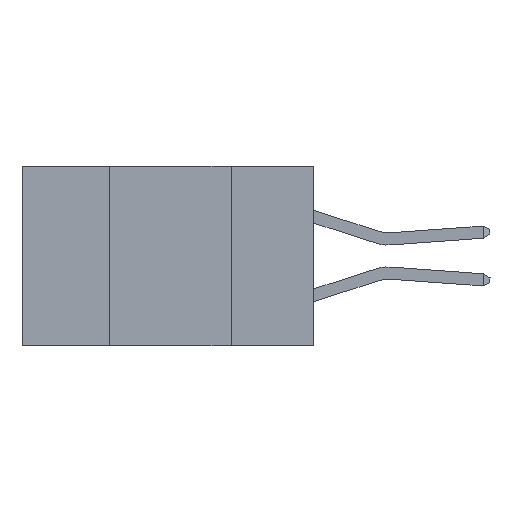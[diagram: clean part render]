
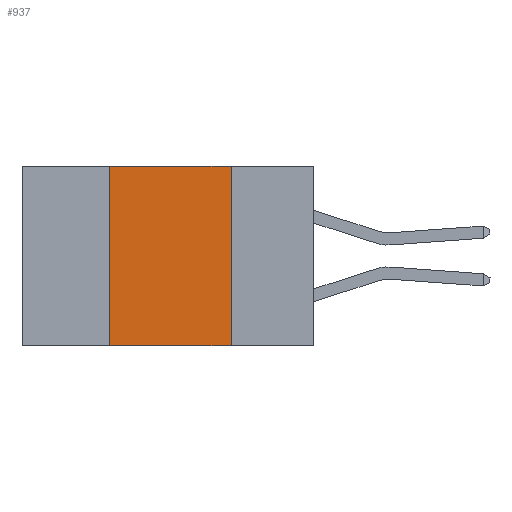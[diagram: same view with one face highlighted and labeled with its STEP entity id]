
A CAD part, left-side view. The second image highlights one B-rep face of the part: STEP entity #937.
In plain terms, the highlighted planar face has unit normal (-1, 0, 0).
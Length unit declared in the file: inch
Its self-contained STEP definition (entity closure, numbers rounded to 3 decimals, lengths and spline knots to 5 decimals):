
#5 = VECTOR ( 'NONE', #12410, 39.37008 ) ;
#266 = EDGE_CURVE ( 'NONE', #4039, #8112, #2874, .T. ) ;
#269 = VERTEX_POINT ( 'NONE', #15627 ) ;
#695 = DIRECTION ( 'NONE',  ( 0., 0., -1. ) ) ;
#778 = CARTESIAN_POINT ( 'NONE',  ( 0., 0.6, 0. ) ) ;
#853 = CARTESIAN_POINT ( 'NONE',  ( 0., 0.6, 0. ) ) ;
#937 = ADVANCED_FACE ( 'NONE', ( #20659 ), #4324, .F. ) ;
#2330 = EDGE_CURVE ( 'NONE', #269, #8112, #4009, .T. ) ;
#2874 = LINE ( 'NONE', #21746, #5 ) ;
#3195 = CARTESIAN_POINT ( 'NONE',  ( 0., 0.6, -0.37 ) ) ;
#4009 = LINE ( 'NONE', #3195, #23264 ) ;
#4039 = VERTEX_POINT ( 'NONE', #20573 ) ;
#4324 = PLANE ( 'NONE',  #20799 ) ;
#5077 = ORIENTED_EDGE ( 'NONE', *, *, #17424, .F. ) ;
#5286 = DIRECTION ( 'NONE',  ( 0., -1., 0. ) ) ;
#5785 = VECTOR ( 'NONE', #9930, 39.37008 ) ;
#6410 = DIRECTION ( 'NONE',  ( 1., 0., 0. ) ) ;
#6428 = CARTESIAN_POINT ( 'NONE',  ( 0., 0.42, 0. ) ) ;
#8112 = VERTEX_POINT ( 'NONE', #12015 ) ;
#8799 = CARTESIAN_POINT ( 'NONE',  ( 0., 0.42, 0. ) ) ;
#9552 = EDGE_LOOP ( 'NONE', ( #15686, #16045, #5077, #17064 ) ) ;
#9930 = DIRECTION ( 'NONE',  ( 0., -1., 0. ) ) ;
#10738 = LINE ( 'NONE', #778, #5785 ) ;
#11643 = VECTOR ( 'NONE', #19204, 39.37008 ) ;
#12015 = CARTESIAN_POINT ( 'NONE',  ( 0., 0.17, -0.37 ) ) ;
#12410 = DIRECTION ( 'NONE',  ( 0., 0., -1. ) ) ;
#15627 = CARTESIAN_POINT ( 'NONE',  ( 0., 0.42, -0.37 ) ) ;
#15686 = ORIENTED_EDGE ( 'NONE', *, *, #266, .F. ) ;
#16045 = ORIENTED_EDGE ( 'NONE', *, *, #23833, .F. ) ;
#17064 = ORIENTED_EDGE ( 'NONE', *, *, #2330, .T. ) ;
#17424 = EDGE_CURVE ( 'NONE', #269, #23275, #20108, .T. ) ;
#19204 = DIRECTION ( 'NONE',  ( 0., 0., 1. ) ) ;
#20108 = LINE ( 'NONE', #6428, #11643 ) ;
#20573 = CARTESIAN_POINT ( 'NONE',  ( 0., 0.17, 0. ) ) ;
#20659 = FACE_OUTER_BOUND ( 'NONE', #9552, .T. ) ;
#20799 = AXIS2_PLACEMENT_3D ( 'NONE', #853, #6410, #695 ) ;
#21746 = CARTESIAN_POINT ( 'NONE',  ( 0., 0.17, 0. ) ) ;
#23264 = VECTOR ( 'NONE', #5286, 39.37008 ) ;
#23275 = VERTEX_POINT ( 'NONE', #8799 ) ;
#23833 = EDGE_CURVE ( 'NONE', #23275, #4039, #10738, .T. ) ;
